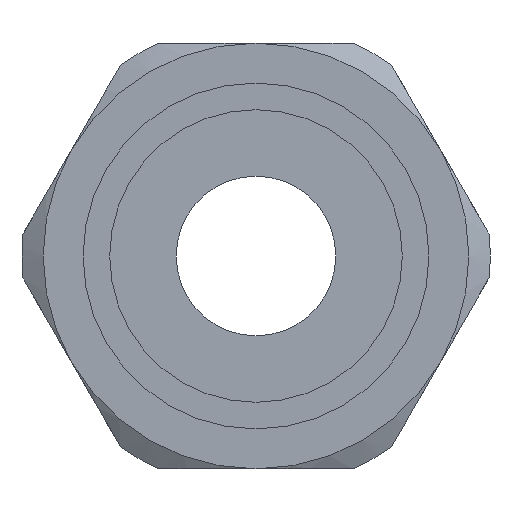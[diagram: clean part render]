
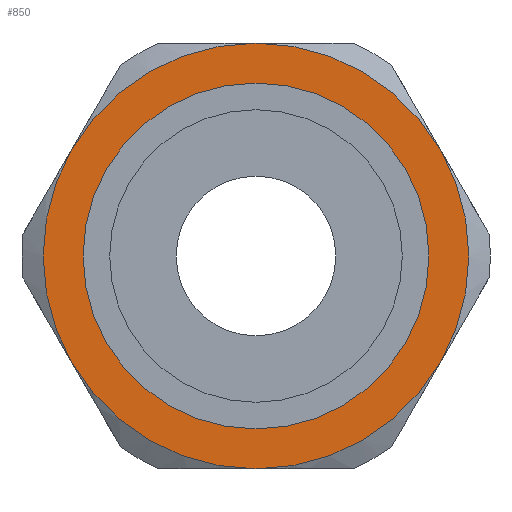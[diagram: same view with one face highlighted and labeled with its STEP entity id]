
A CAD part, front view. The second image highlights one B-rep face of the part: STEP entity #850.
In plain terms, the highlighted planar face has unit normal (0, -1, 0).
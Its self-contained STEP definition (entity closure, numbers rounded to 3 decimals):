
#188=CARTESIAN_POINT('',(-0.,8.1,6.5));
#189=VERTEX_POINT('',#188);
#207=CARTESIAN_POINT('',(0.,8.1,-6.5));
#208=VERTEX_POINT('',#207);
#215=CARTESIAN_POINT('',(0.,8.1,0.));
#216=DIRECTION('',(-0.,1.,-0.));
#217=DIRECTION('',(0.,0.,-1.));
#218=AXIS2_PLACEMENT_3D('',#215,#216,#217);
#219=CIRCLE('',#218,6.5);
#220=EDGE_CURVE('',#189,#208,#219,.T.);
#556=CARTESIAN_POINT('',(-6.928,8.1,-4.));
#557=VERTEX_POINT('',#556);
#588=CARTESIAN_POINT('',(0.,8.1,-8.));
#589=VERTEX_POINT('',#588);
#596=CARTESIAN_POINT('',(0.,8.1,0.));
#597=DIRECTION('',(-0.,-1.,-0.));
#598=DIRECTION('',(0.,-0.,1.));
#599=AXIS2_PLACEMENT_3D('',#596,#597,#598);
#600=CIRCLE('',#599,8.);
#601=EDGE_CURVE('',#557,#589,#600,.T.);
#789=CARTESIAN_POINT('',(8.,8.1,0.));
#790=DIRECTION('',(0.,1.,0.));
#791=DIRECTION('',(0.,0.,1.));
#792=AXIS2_PLACEMENT_3D('',#789,#790,#791);
#793=PLANE('',#792);
#794=ORIENTED_EDGE('',*,*,#220,.T.);
#795=CARTESIAN_POINT('',(0.,8.1,0.));
#796=DIRECTION('',(-0.,1.,-0.));
#797=DIRECTION('',(0.,0.,-1.));
#798=AXIS2_PLACEMENT_3D('',#795,#796,#797);
#799=CIRCLE('',#798,6.5);
#800=EDGE_CURVE('',#208,#189,#799,.T.);
#801=ORIENTED_EDGE('',*,*,#800,.T.);
#802=EDGE_LOOP('',(#794,#801));
#803=FACE_BOUND('',#802,.T.);
#804=CARTESIAN_POINT('',(6.928,8.1,-4.));
#805=VERTEX_POINT('',#804);
#806=CARTESIAN_POINT('',(0.,8.1,0.));
#807=DIRECTION('',(0.,-1.,0.));
#808=DIRECTION('',(0.,0.,1.));
#809=AXIS2_PLACEMENT_3D('',#806,#807,#808);
#810=CIRCLE('',#809,8.);
#811=EDGE_CURVE('',#589,#805,#810,.T.);
#812=ORIENTED_EDGE('',*,*,#811,.T.);
#813=CARTESIAN_POINT('',(6.928,8.1,4.));
#814=VERTEX_POINT('',#813);
#815=CARTESIAN_POINT('',(0.,8.1,0.));
#816=DIRECTION('',(0.,-1.,0.));
#817=DIRECTION('',(0.,0.,1.));
#818=AXIS2_PLACEMENT_3D('',#815,#816,#817);
#819=CIRCLE('',#818,8.);
#820=EDGE_CURVE('',#805,#814,#819,.T.);
#821=ORIENTED_EDGE('',*,*,#820,.T.);
#822=CARTESIAN_POINT('',(-0.,8.1,8.));
#823=VERTEX_POINT('',#822);
#824=CARTESIAN_POINT('',(0.,8.1,0.));
#825=DIRECTION('',(0.,-1.,0.));
#826=DIRECTION('',(0.,0.,1.));
#827=AXIS2_PLACEMENT_3D('',#824,#825,#826);
#828=CIRCLE('',#827,8.);
#829=EDGE_CURVE('',#814,#823,#828,.T.);
#830=ORIENTED_EDGE('',*,*,#829,.T.);
#831=CARTESIAN_POINT('',(-6.928,8.1,4.));
#832=VERTEX_POINT('',#831);
#833=CARTESIAN_POINT('',(0.,8.1,0.));
#834=DIRECTION('',(0.,-1.,0.));
#835=DIRECTION('',(0.,0.,1.));
#836=AXIS2_PLACEMENT_3D('',#833,#834,#835);
#837=CIRCLE('',#836,8.);
#838=EDGE_CURVE('',#823,#832,#837,.T.);
#839=ORIENTED_EDGE('',*,*,#838,.T.);
#840=CARTESIAN_POINT('',(0.,8.1,0.));
#841=DIRECTION('',(0.,-1.,0.));
#842=DIRECTION('',(0.,0.,1.));
#843=AXIS2_PLACEMENT_3D('',#840,#841,#842);
#844=CIRCLE('',#843,8.);
#845=EDGE_CURVE('',#832,#557,#844,.T.);
#846=ORIENTED_EDGE('',*,*,#845,.T.);
#847=ORIENTED_EDGE('',*,*,#601,.T.);
#848=EDGE_LOOP('',(#812,#821,#830,#839,#846,#847));
#849=FACE_BOUND('',#848,.T.);
#850=ADVANCED_FACE('',(#803,#849),#793,.F.);
